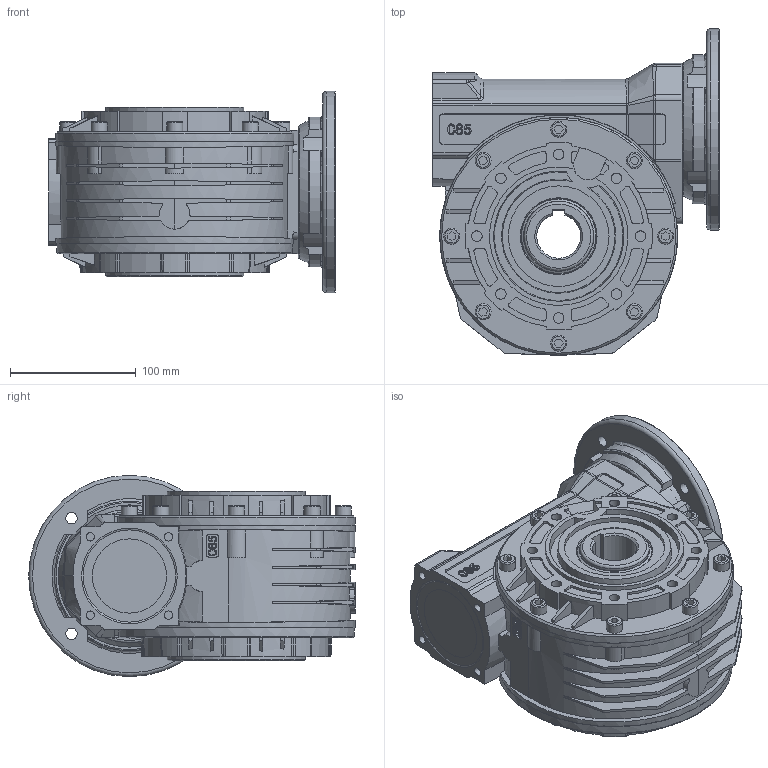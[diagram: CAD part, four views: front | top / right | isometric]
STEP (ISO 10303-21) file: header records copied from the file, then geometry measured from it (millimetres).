
FILE_DESCRIPTION(/* description */ ('Unknown'),/* implementation_level */ '2;1');
FILE_NAME(/* name */ '_P_085_FB_xxx_C_0_-U_B3_-F_',/* time_stamp */ '2025-09-09T14:05:05+02:00',/* author */ ('Unknown'),/* organization */ ('Unknown'),/* preprocessor_version */ 'ST-DEVELOPER v18.104',/* originating_system */ 'Solid Edge',/* authorisation */ 'Unknown');
FILE_SCHEMA (('FEATURE_BASED_PROCESS_PLANNING','TECHNICAL_DATA_PACKAGING','MODEL_BASED_INTEGRATED_MANUFACTURING_SCHEMA','AUTOMOTIVE_DESIGN {1 0 10303 214 3 1 1}'));
Length unit declared in the file: millimetre
Products named in the file (4): _P_085_FB_xxx_C_0_-U_B3_-F_; _B_085_FB_; C505095Z; 0854047
Assembly tree (3 placements, depth 2):
  _P_085_FB_xxx_C_0_-U_B3_-F_
    _B_085_FB_
    C505095Z
    0854047
Bounding box: 227.5 x 259.5 x 160 mm (x, y, z)
Volume: 4016946.5 mm3; surface area: 305840.7 mm2
Topology: 3 solids, 3 shells, 1034 faces, 2646 edges, 1736 vertices
Faces by surface type: plane 556, cylinder 318, cone 61, bspline 50, torus 34, sphere 15
Full cylindrical faces by diameter (mm): 4.917 x12, 6.647 x8, 8.376 x24, 9 x4, 12.8 x8, 29 x1, 29.1 x1, 45 x2, 50 x1, 54 x1, 55 x2, 59 x1, 62 x1, 65 x1, 68 x1, 75 x2, 80 x2, 103 x1, 107 x1, 110 x2, 160 x1, 189 x1
Entity records: 41471 total; most frequent: CARTESIAN_POINT 10704, ORIENTED_EDGE 4992, DIRECTION 4650, EDGE_CURVE 2496, VERTEX_POINT 1713, AXIS2_PLACEMENT_3D 1696, EDGE_LOOP 1293, FACE_BOUND 1293
